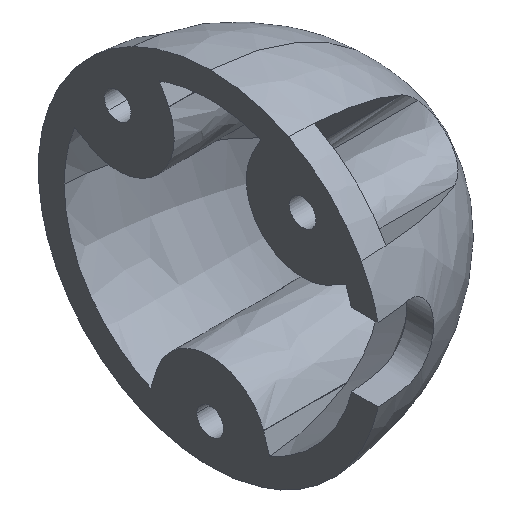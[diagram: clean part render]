
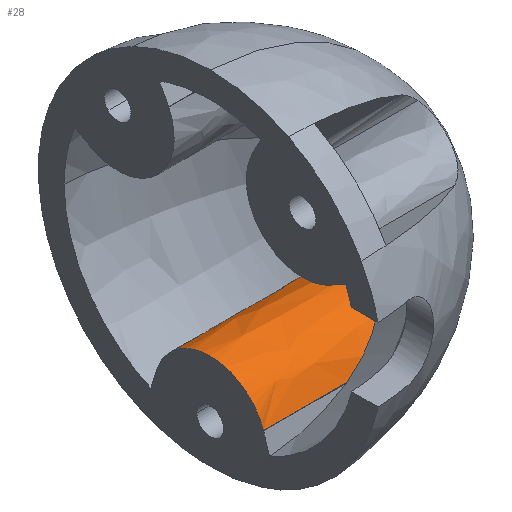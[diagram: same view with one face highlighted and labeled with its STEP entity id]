
A CAD part, isometric view. The second image highlights one B-rep face of the part: STEP entity #28.
In plain terms, the highlighted free-form (B-spline) face has degree [2, 1] with [5, 2] control points.
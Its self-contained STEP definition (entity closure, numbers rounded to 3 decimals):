
#28=ADVANCED_FACE('',(#79),#769,.T.);
#79=FACE_OUTER_BOUND('',#127,.T.);
#127=EDGE_LOOP('',(#230,#231,#232,#233));
#230=ORIENTED_EDGE('',*,*,#438,.T.);
#231=ORIENTED_EDGE('',*,*,#444,.F.);
#232=ORIENTED_EDGE('',*,*,#445,.T.);
#233=ORIENTED_EDGE('',*,*,#446,.T.);
#438=EDGE_CURVE('',#698,#697,#556,.T.);
#444=EDGE_CURVE('',#704,#697,#562,.T.);
#445=EDGE_CURVE('',#704,#705,#639,.T.);
#446=EDGE_CURVE('',#705,#698,#640,.T.);
#556=B_SPLINE_CURVE_WITH_KNOTS('',3,(#1795,#1796,#1797,#1798,#1799,#1800,
#1801,#1802,#1803,#1804,#1805,#1806,#1807,#1808,#1809,#1810,#1811,#1812,
#1813,#1814,#1815,#1816,#1817,#1818,#1819,#1820,#1821,#1822,#1823,#1824,
#1825,#1826,#1827,#1828,#1829,#1830,#1831,#1832,#1833,#1834,#1835,#1836,
#1837,#1838),.UNSPECIFIED.,.F.,.F.,(4,3,3,3,3,2,3,3,3,3,2,3,3,3,3,4),(0.,
2.263,4.27,6.151,8.152,9.719,
11.297,11.813,11.822,12.329,13.907,
15.474,17.475,19.356,21.363,23.668),
 .UNSPECIFIED.);
#562=B_SPLINE_CURVE_WITH_KNOTS('',1,(#1916,#1917),.UNSPECIFIED.,.F.,.F.,
(2,2),(0.,9.654),.UNSPECIFIED.);
#639=(
BOUNDED_CURVE()
B_SPLINE_CURVE(2,(#1918,#1919,#1920,#1921,#1922),.UNSPECIFIED.,.F.,.F.)
B_SPLINE_CURVE_WITH_KNOTS((3,2,3),(2.458,8.109,13.76),
 .UNSPECIFIED.)
CURVE()
GEOMETRIC_REPRESENTATION_ITEM()
RATIONAL_B_SPLINE_CURVE((1.,0.815,1.,0.815,1.))
REPRESENTATION_ITEM('')
);
#640=(
BOUNDED_CURVE()
B_SPLINE_CURVE(1,(#1923,#1924),.UNSPECIFIED.,.F.,.F.)
B_SPLINE_CURVE_WITH_KNOTS((2,2),(0.,9.692),.UNSPECIFIED.)
CURVE()
GEOMETRIC_REPRESENTATION_ITEM()
RATIONAL_B_SPLINE_CURVE((1.,1.))
REPRESENTATION_ITEM('')
);
#697=VERTEX_POINT('',#1585);
#698=VERTEX_POINT('',#1586);
#704=VERTEX_POINT('',#1592);
#705=VERTEX_POINT('',#1593);
#769=(
BOUNDED_SURFACE()
B_SPLINE_SURFACE(2,1,((#949,#950),(#951,#952),(#953,#954),(#955,#956),(#957,
#958)),.UNSPECIFIED.,.F.,.F.,.F.)
B_SPLINE_SURFACE_WITH_KNOTS((3,2,3),(2,2),(2.458,8.109,
13.76),(0.,43.876),.UNSPECIFIED.)
GEOMETRIC_REPRESENTATION_ITEM()
RATIONAL_B_SPLINE_SURFACE(((1.,1.),(0.815,0.815),
(1.,1.),(0.815,0.815),(1.,1.)))
REPRESENTATION_ITEM('')
SURFACE()
);
#949=CARTESIAN_POINT('',(425.889,250.896,59.828));
#950=CARTESIAN_POINT('',(469.766,250.896,59.828));
#951=CARTESIAN_POINT('',(425.889,249.367,64.243));
#952=CARTESIAN_POINT('',(469.766,249.367,64.243));
#953=CARTESIAN_POINT('',(425.889,244.695,64.249));
#954=CARTESIAN_POINT('',(469.766,244.695,64.249));
#955=CARTESIAN_POINT('',(425.889,240.023,64.255));
#956=CARTESIAN_POINT('',(469.766,240.023,64.255));
#957=CARTESIAN_POINT('',(425.889,238.482,59.844));
#958=CARTESIAN_POINT('',(469.766,238.482,59.844));
#1585=CARTESIAN_POINT('',(435.543,250.896,59.828));
#1586=CARTESIAN_POINT('',(435.581,238.482,59.844));
#1592=CARTESIAN_POINT('',(425.889,250.896,59.828));
#1593=CARTESIAN_POINT('',(425.889,238.482,59.844));
#1795=CARTESIAN_POINT('',(435.581,238.482,59.844));
#1796=CARTESIAN_POINT('',(436.264,238.588,60.146));
#1797=CARTESIAN_POINT('',(436.934,238.725,60.468));
#1798=CARTESIAN_POINT('',(437.585,238.905,60.802));
#1799=CARTESIAN_POINT('',(438.161,239.065,61.098));
#1800=CARTESIAN_POINT('',(438.727,239.26,61.405));
#1801=CARTESIAN_POINT('',(439.27,239.499,61.712));
#1802=CARTESIAN_POINT('',(439.777,239.722,61.999));
#1803=CARTESIAN_POINT('',(440.271,239.986,62.29));
#1804=CARTESIAN_POINT('',(440.733,240.299,62.57));
#1805=CARTESIAN_POINT('',(441.223,240.631,62.868));
#1806=CARTESIAN_POINT('',(441.688,241.025,63.16));
#1807=CARTESIAN_POINT('',(442.091,241.486,63.417));
#1808=CARTESIAN_POINT('',(442.406,241.847,63.618));
#1809=CARTESIAN_POINT('',(442.686,242.254,63.801));
#1810=CARTESIAN_POINT('',(443.125,243.159,64.087));
#1811=CARTESIAN_POINT('',(443.279,243.651,64.188));
#1812=CARTESIAN_POINT('',(443.341,244.173,64.229));
#1813=CARTESIAN_POINT('',(443.362,244.343,64.242));
#1814=CARTESIAN_POINT('',(443.372,244.514,64.249));
#1815=CARTESIAN_POINT('',(443.372,244.686,64.249));
#1816=CARTESIAN_POINT('',(443.372,244.689,64.249));
#1817=CARTESIAN_POINT('',(443.372,244.692,64.249));
#1818=CARTESIAN_POINT('',(443.372,244.695,64.249));
#1819=CARTESIAN_POINT('',(443.371,244.864,64.249));
#1820=CARTESIAN_POINT('',(443.361,245.033,64.242));
#1821=CARTESIAN_POINT('',(443.341,245.2,64.229));
#1822=CARTESIAN_POINT('',(443.279,245.721,64.188));
#1823=CARTESIAN_POINT('',(443.125,246.214,64.087));
#1824=CARTESIAN_POINT('',(442.686,247.119,63.801));
#1825=CARTESIAN_POINT('',(442.406,247.526,63.618));
#1826=CARTESIAN_POINT('',(442.091,247.887,63.417));
#1827=CARTESIAN_POINT('',(441.688,248.348,63.16));
#1828=CARTESIAN_POINT('',(441.223,248.741,62.868));
#1829=CARTESIAN_POINT('',(440.733,249.073,62.57));
#1830=CARTESIAN_POINT('',(440.271,249.386,62.29));
#1831=CARTESIAN_POINT('',(439.777,249.651,61.999));
#1832=CARTESIAN_POINT('',(439.27,249.874,61.712));
#1833=CARTESIAN_POINT('',(438.727,250.113,61.405));
#1834=CARTESIAN_POINT('',(438.161,250.308,61.098));
#1835=CARTESIAN_POINT('',(437.585,250.467,60.802));
#1836=CARTESIAN_POINT('',(436.922,250.651,60.462));
#1837=CARTESIAN_POINT('',(436.239,250.79,60.134));
#1838=CARTESIAN_POINT('',(435.543,250.896,59.828));
#1916=CARTESIAN_POINT('',(425.889,250.896,59.828));
#1917=CARTESIAN_POINT('',(435.543,250.896,59.828));
#1918=CARTESIAN_POINT('',(425.889,250.896,59.828));
#1919=CARTESIAN_POINT('',(425.889,249.367,64.243));
#1920=CARTESIAN_POINT('',(425.889,244.695,64.249));
#1921=CARTESIAN_POINT('',(425.889,240.023,64.255));
#1922=CARTESIAN_POINT('',(425.889,238.482,59.844));
#1923=CARTESIAN_POINT('',(425.889,238.482,59.844));
#1924=CARTESIAN_POINT('',(435.581,238.482,59.844));
